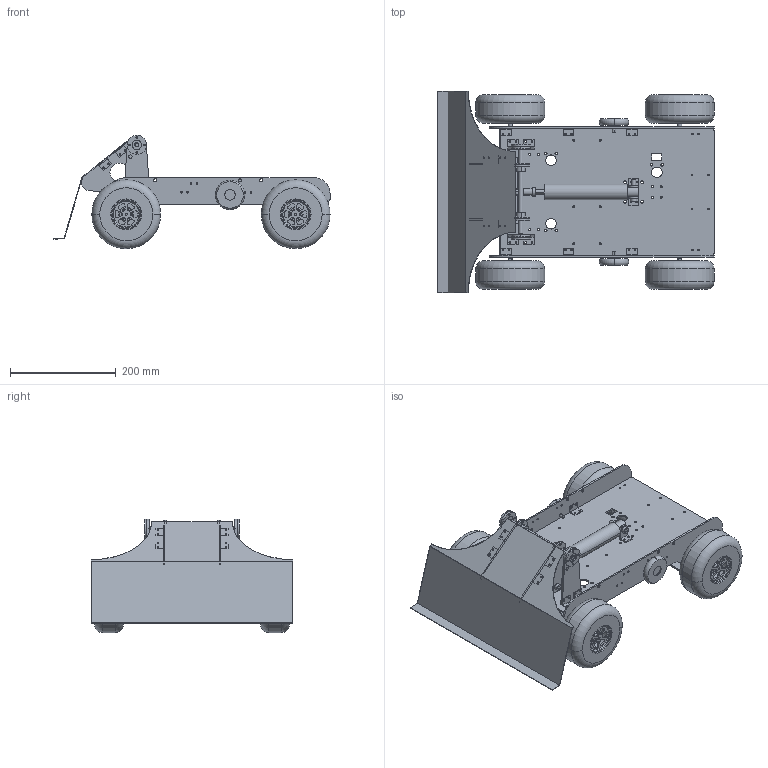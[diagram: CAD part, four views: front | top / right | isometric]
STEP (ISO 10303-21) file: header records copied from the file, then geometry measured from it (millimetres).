
FILE_DESCRIPTION (( 'STEP AP214' ), '1' );
FILE_NAME ('ァ莓軞蚾饜极.STEP', '2020-05-24T04:28:05', ( '' ), ( '' ), 'SwSTEP 2.0', 'SolidWorks 2016', '' );
FILE_SCHEMA (( 'AUTOMOTIVE_DESIGN' ));
Length unit declared in the file: millimetre
Products named in the file (29): QC-狟啣; M8x35蹟邡; 莓; 噩砃QC-粣盓傅啣; ァ莓筵粣; 落翑謫; 眻褒盓殤; QC-莓盓傅啣; M8x120蹟邡; QC-粣盓傅啣; 萇儂YG36-555; QC-ァ詰郋; 謫麇え; 謫麇; ァ莓儂凳; 謫炵; 眻褒蟀諉璃; ァ莓軞蚾饜极; QC-粣創揤え; QC-耜啣; QC-裝傷粣創; 6mm粣創; QC-ァ詰族; ̥Ƥ; 楊擘薊粣ん-謂8; QC-ァ詰; 噩砃楊擘薊粣ん-謂8; 鞠褒薊粣ん; QC-菁啣
Assembly tree (57 placements, depth 4):
  ァ莓軞蚾饜极
    QC-菁啣
    QC-耜啣  x2
    QC-狟啣  x2
    眻褒蟀諉璃  x16
    謫炵  x4
      萇儂YG36-555
      鞠褒薊粣ん
      謫麇
      ̥Ƥ
      謫麇え
    落翑謫  x2
    ァ莓儂凳
      QC-粣盓傅啣
      QC-粣創揤え  x2
      M8x120蹟邡
      6mm粣創  x2
      眻褒盓殤  x2
      ァ莓筵粣
      QC-莓盓傅啣  x2
      莓
      楊擘薊粣ん-謂8
      眻褒蟀諉璃  x4
      噩砃楊擘薊粣ん-謂8
      噩砃QC-粣盓傅啣
      QC-ァ詰
        QC-ァ詰族
        QC-ァ詰郋
        QC-裝傷粣創
    M8x35蹟邡
Bounding box: 521.59 x 380 x 214 mm (x, y, z)
Volume: 3370681.9 mm3; surface area: 1068449 mm2
Topology: 66 solids, 66 shells, 1929 faces, 4872 edges, 3203 vertices
Faces by surface type: cylinder 1196, plane 565, cone 124, torus 38, sphere 6
Entity records: 28164 total; most frequent: CARTESIAN_POINT 5515, DIRECTION 4739, ORIENTED_EDGE 4002, EDGE_CURVE 2001, AXIS2_PLACEMENT_3D 1969, VERTEX_POINT 1319, EDGE_LOOP 1186, CIRCLE 1128
